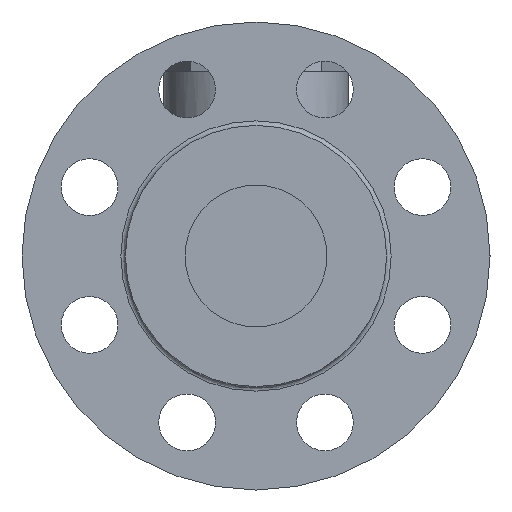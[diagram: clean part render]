
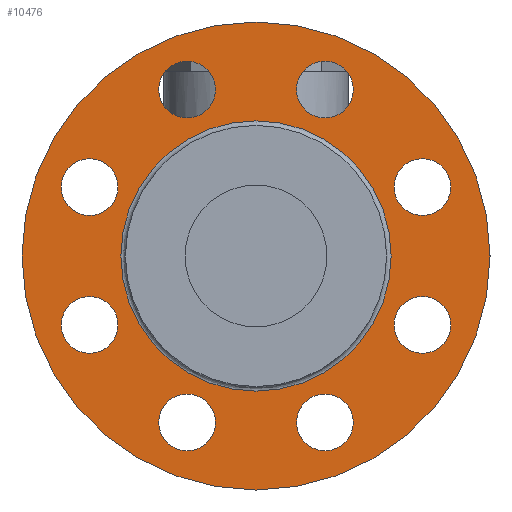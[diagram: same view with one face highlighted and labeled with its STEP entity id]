
A CAD part, left-side view. The second image highlights one B-rep face of the part: STEP entity #10476.
In plain terms, the highlighted planar face has unit normal (-1, 0, 0).
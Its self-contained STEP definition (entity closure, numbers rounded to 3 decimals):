
#10286=CARTESIAN_POINT('',(-98.4,0.,82.5));
#10287=VERTEX_POINT('',#10286);
#10288=CARTESIAN_POINT('',(-98.4,0.0,0.));
#10289=DIRECTION('',(1.0,0.0,0.0));
#10290=DIRECTION('',(0.0,0.0,-1.0));
#10291=AXIS2_PLACEMENT_3D('',#10288,#10289,#10290);
#10292=CIRCLE('',#10291,82.5);
#10293=EDGE_CURVE('',#10287,#10287,#10292,.T.);
#10354=CARTESIAN_POINT('',(-98.4,0.,47.65));
#10355=VERTEX_POINT('',#10354);
#10356=CARTESIAN_POINT('',(-98.4,0.0,0.));
#10357=DIRECTION('',(-1.0,0.0,0.0));
#10358=DIRECTION('',(0.0,0.0,-1.0));
#10359=AXIS2_PLACEMENT_3D('',#10356,#10357,#10358);
#10360=CIRCLE('',#10359,47.65);
#10361=EDGE_CURVE('',#10355,#10355,#10360,.T.);
#10377=CARTESIAN_POINT('',(-98.4,0.0,0.));
#10378=DIRECTION('',(1.0,0.0,0.0));
#10379=DIRECTION('',(0.0,0.0,-1.0));
#10380=AXIS2_PLACEMENT_3D('',#10377,#10378,#10379);
#10381=PLANE('',#10380);
#10382=ORIENTED_EDGE('',*,*,#10293,.F.);
#10383=EDGE_LOOP('',(#10382));
#10384=FACE_OUTER_BOUND('',#10383,.T.);
#10385=CARTESIAN_POINT('',(-98.4,-24.3,68.666));
#10386=VERTEX_POINT('',#10385);
#10387=CARTESIAN_POINT('',(-98.4,-24.3,58.666));
#10388=DIRECTION('',(1.0,0.0,0.0));
#10389=DIRECTION('',(0.0,0.0,1.0));
#10390=AXIS2_PLACEMENT_3D('',#10387,#10388,#10389);
#10391=CIRCLE('',#10390,10.0);
#10392=EDGE_CURVE('',#10386,#10386,#10391,.T.);
#10393=ORIENTED_EDGE('',*,*,#10392,.T.);
#10394=EDGE_LOOP('',(#10393));
#10395=FACE_BOUND('',#10394,.T.);
#10396=CARTESIAN_POINT('',(-98.4,-65.737,31.371));
#10397=VERTEX_POINT('',#10396);
#10398=CARTESIAN_POINT('',(-98.4,-58.666,24.3));
#10399=DIRECTION('',(1.0,0.,0.));
#10400=DIRECTION('',(0.,-0.707,0.707));
#10401=AXIS2_PLACEMENT_3D('',#10398,#10399,#10400);
#10402=CIRCLE('',#10401,10.0);
#10403=EDGE_CURVE('',#10397,#10397,#10402,.T.);
#10404=ORIENTED_EDGE('',*,*,#10403,.T.);
#10405=EDGE_LOOP('',(#10404));
#10406=FACE_BOUND('',#10405,.T.);
#10407=CARTESIAN_POINT('',(-98.4,-68.666,-24.3));
#10408=VERTEX_POINT('',#10407);
#10409=CARTESIAN_POINT('',(-98.4,-58.666,-24.3));
#10410=DIRECTION('',(1.0,0.0,0.0));
#10411=DIRECTION('',(0.0,-1.0,0.0));
#10412=AXIS2_PLACEMENT_3D('',#10409,#10410,#10411);
#10413=CIRCLE('',#10412,10.0);
#10414=EDGE_CURVE('',#10408,#10408,#10413,.T.);
#10415=ORIENTED_EDGE('',*,*,#10414,.T.);
#10416=EDGE_LOOP('',(#10415));
#10417=FACE_BOUND('',#10416,.T.);
#10418=CARTESIAN_POINT('',(-98.4,-31.371,-65.737));
#10419=VERTEX_POINT('',#10418);
#10420=CARTESIAN_POINT('',(-98.4,-24.3,-58.666));
#10421=DIRECTION('',(1.0,0.,0.));
#10422=DIRECTION('',(0.,-0.707,-0.707));
#10423=AXIS2_PLACEMENT_3D('',#10420,#10421,#10422);
#10424=CIRCLE('',#10423,10.0);
#10425=EDGE_CURVE('',#10419,#10419,#10424,.T.);
#10426=ORIENTED_EDGE('',*,*,#10425,.T.);
#10427=EDGE_LOOP('',(#10426));
#10428=FACE_BOUND('',#10427,.T.);
#10429=CARTESIAN_POINT('',(-98.4,24.3,-68.666));
#10430=VERTEX_POINT('',#10429);
#10431=CARTESIAN_POINT('',(-98.4,24.3,-58.666));
#10432=DIRECTION('',(1.0,0.0,0.0));
#10433=DIRECTION('',(0.0,0.0,-1.0));
#10434=AXIS2_PLACEMENT_3D('',#10431,#10432,#10433);
#10435=CIRCLE('',#10434,10.0);
#10436=EDGE_CURVE('',#10430,#10430,#10435,.T.);
#10437=ORIENTED_EDGE('',*,*,#10436,.T.);
#10438=EDGE_LOOP('',(#10437));
#10439=FACE_BOUND('',#10438,.T.);
#10440=CARTESIAN_POINT('',(-98.4,65.737,-31.371));
#10441=VERTEX_POINT('',#10440);
#10442=CARTESIAN_POINT('',(-98.4,58.666,-24.3));
#10443=DIRECTION('',(1.0,0.,0.));
#10444=DIRECTION('',(0.,0.707,-0.707));
#10445=AXIS2_PLACEMENT_3D('',#10442,#10443,#10444);
#10446=CIRCLE('',#10445,10.0);
#10447=EDGE_CURVE('',#10441,#10441,#10446,.T.);
#10448=ORIENTED_EDGE('',*,*,#10447,.T.);
#10449=EDGE_LOOP('',(#10448));
#10450=FACE_BOUND('',#10449,.T.);
#10451=CARTESIAN_POINT('',(-98.4,68.666,24.3));
#10452=VERTEX_POINT('',#10451);
#10453=CARTESIAN_POINT('',(-98.4,58.666,24.3));
#10454=DIRECTION('',(1.0,0.0,0.0));
#10455=DIRECTION('',(0.0,1.0,0.0));
#10456=AXIS2_PLACEMENT_3D('',#10453,#10454,#10455);
#10457=CIRCLE('',#10456,10.0);
#10458=EDGE_CURVE('',#10452,#10452,#10457,.T.);
#10459=ORIENTED_EDGE('',*,*,#10458,.T.);
#10460=EDGE_LOOP('',(#10459));
#10461=FACE_BOUND('',#10460,.T.);
#10462=CARTESIAN_POINT('',(-98.4,31.371,65.737));
#10463=VERTEX_POINT('',#10462);
#10464=CARTESIAN_POINT('',(-98.4,24.3,58.666));
#10465=DIRECTION('',(1.0,0.,0.));
#10466=DIRECTION('',(0.,0.707,0.707));
#10467=AXIS2_PLACEMENT_3D('',#10464,#10465,#10466);
#10468=CIRCLE('',#10467,10.0);
#10469=EDGE_CURVE('',#10463,#10463,#10468,.T.);
#10470=ORIENTED_EDGE('',*,*,#10469,.T.);
#10471=EDGE_LOOP('',(#10470));
#10472=FACE_BOUND('',#10471,.T.);
#10473=ORIENTED_EDGE('',*,*,#10361,.F.);
#10474=EDGE_LOOP('',(#10473));
#10475=FACE_BOUND('',#10474,.T.);
#10476=ADVANCED_FACE('',(#10384,#10395,#10406,#10417,#10428,#10439,#10450,#10461,#10472,#10475),#10381,.F.);
